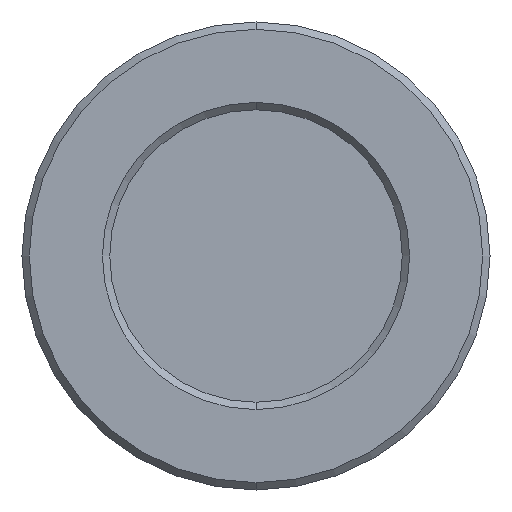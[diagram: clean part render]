
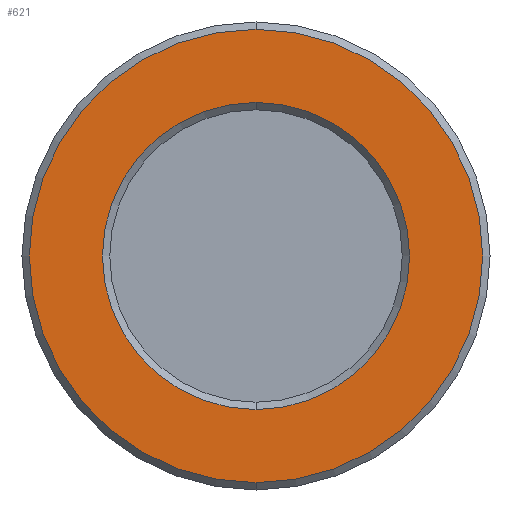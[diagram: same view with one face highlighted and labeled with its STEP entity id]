
A CAD part, front view. The second image highlights one B-rep face of the part: STEP entity #621.
In plain terms, the highlighted planar face has unit normal (0, -1, 0).
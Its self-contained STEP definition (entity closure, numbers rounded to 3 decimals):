
#52 = CIRCLE ( 'NONE', #745, 10.5 ) ;
#65 = CARTESIAN_POINT ( 'NONE',  ( 0., 0., 10.5 ) ) ;
#85 = CARTESIAN_POINT ( 'NONE',  ( 0., 0., 0. ) ) ;
#165 = DIRECTION ( 'NONE',  ( 0., 0., 1. ) ) ;
#196 = ORIENTED_EDGE ( 'NONE', *, *, #323, .T. ) ;
#239 = DIRECTION ( 'NONE',  ( 0., 0., 1. ) ) ;
#289 = CARTESIAN_POINT ( 'NONE',  ( 0., 0., 15.5 ) ) ;
#323 = EDGE_CURVE ( 'NONE', #571, #695, #766, .T. ) ;
#354 = CARTESIAN_POINT ( 'NONE',  ( 0., 0., 0. ) ) ;
#373 = DIRECTION ( 'NONE',  ( 0., 1., 0. ) ) ;
#376 = EDGE_CURVE ( 'NONE', #537, #541, #931, .T. ) ;
#396 = CARTESIAN_POINT ( 'NONE',  ( 0., 0., 0. ) ) ;
#402 = EDGE_CURVE ( 'NONE', #695, #571, #524, .T. ) ;
#423 = DIRECTION ( 'NONE',  ( 0., 0., 1. ) ) ;
#431 = FACE_BOUND ( 'NONE', #896, .T. ) ;
#445 = PLANE ( 'NONE',  #885 ) ;
#460 = DIRECTION ( 'NONE',  ( 0., 0., 1. ) ) ;
#524 = CIRCLE ( 'NONE', #795, 15.5 ) ;
#537 = VERTEX_POINT ( 'NONE', #65 ) ;
#541 = VERTEX_POINT ( 'NONE', #583 ) ;
#571 = VERTEX_POINT ( 'NONE', #289 ) ;
#581 = ORIENTED_EDGE ( 'NONE', *, *, #614, .T. ) ;
#583 = CARTESIAN_POINT ( 'NONE',  ( 0., 0., -10.5 ) ) ;
#601 = DIRECTION ( 'NONE',  ( 0., 1., 0. ) ) ;
#604 = CARTESIAN_POINT ( 'NONE',  ( 0., 0., -15.5 ) ) ;
#614 = EDGE_CURVE ( 'NONE', #541, #537, #52, .T. ) ;
#621 = ADVANCED_FACE ( 'NONE', ( #632, #431 ), #445, .F. ) ;
#632 = FACE_OUTER_BOUND ( 'NONE', #781, .T. ) ;
#671 = DIRECTION ( 'NONE',  ( 0., 1., 0. ) ) ;
#672 = ORIENTED_EDGE ( 'NONE', *, *, #376, .T. ) ;
#695 = VERTEX_POINT ( 'NONE', #604 ) ;
#699 = AXIS2_PLACEMENT_3D ( 'NONE', #801, #373, #867 ) ;
#745 = AXIS2_PLACEMENT_3D ( 'NONE', #85, #601, #165 ) ;
#766 = CIRCLE ( 'NONE', #782, 15.5 ) ;
#781 = EDGE_LOOP ( 'NONE', ( #196, #929 ) ) ;
#782 = AXIS2_PLACEMENT_3D ( 'NONE', #396, #899, #460 ) ;
#795 = AXIS2_PLACEMENT_3D ( 'NONE', #354, #850, #423 ) ;
#801 = CARTESIAN_POINT ( 'NONE',  ( 0., 0., 0. ) ) ;
#808 = CARTESIAN_POINT ( 'NONE',  ( 16., 0., 0. ) ) ;
#850 = DIRECTION ( 'NONE',  ( 0., -1., 0. ) ) ;
#867 = DIRECTION ( 'NONE',  ( 0., 0., 1. ) ) ;
#885 = AXIS2_PLACEMENT_3D ( 'NONE', #808, #671, #239 ) ;
#896 = EDGE_LOOP ( 'NONE', ( #581, #672 ) ) ;
#899 = DIRECTION ( 'NONE',  ( 0., -1., 0. ) ) ;
#929 = ORIENTED_EDGE ( 'NONE', *, *, #402, .T. ) ;
#931 = CIRCLE ( 'NONE', #699, 10.5 ) ;
